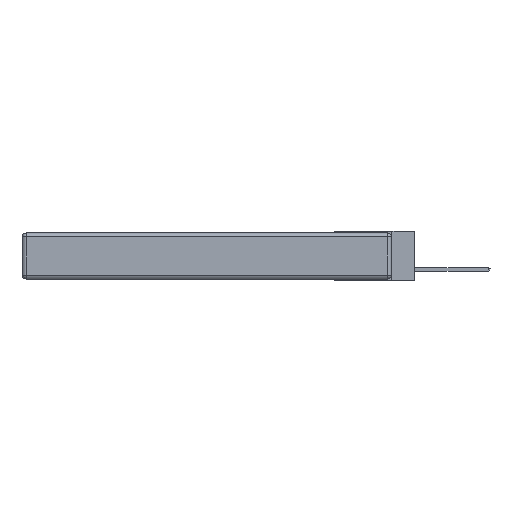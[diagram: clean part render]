
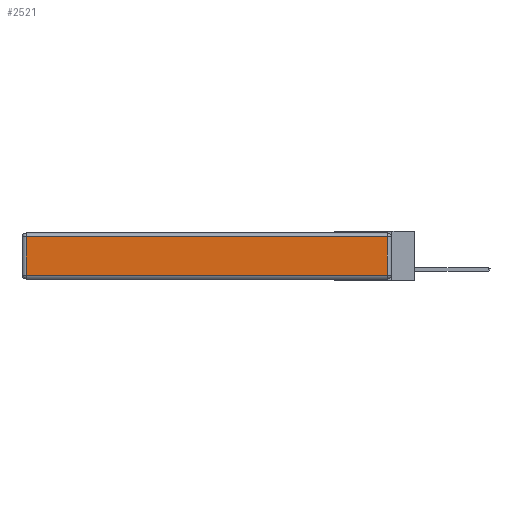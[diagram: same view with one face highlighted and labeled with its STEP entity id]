
A CAD part, left-side view. The second image highlights one B-rep face of the part: STEP entity #2521.
In plain terms, the highlighted planar face has unit normal (-1, 0, 0).
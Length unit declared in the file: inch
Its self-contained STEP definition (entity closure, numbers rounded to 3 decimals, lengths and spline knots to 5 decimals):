
#454 = AXIS2_PLACEMENT_3D ( 'NONE', #18565, #11289, #12777 ) ;
#682 = CARTESIAN_POINT ( 'NONE',  ( 0., 2.72, -0.343 ) ) ;
#1385 = CARTESIAN_POINT ( 'NONE',  ( 0., 2.75, -0.03 ) ) ;
#1426 = VERTEX_POINT ( 'NONE', #10429 ) ;
#1718 = ORIENTED_EDGE ( 'NONE', *, *, #2141, .T. ) ;
#2141 = EDGE_CURVE ( 'NONE', #13469, #3935, #12527, .T. ) ;
#2521 = ADVANCED_FACE ( 'NONE', ( #9352 ), #8409, .T. ) ;
#3158 = ORIENTED_EDGE ( 'NONE', *, *, #6546, .T. ) ;
#3935 = VERTEX_POINT ( 'NONE', #10301 ) ;
#6546 = EDGE_CURVE ( 'NONE', #14681, #1426, #9714, .T. ) ;
#6773 = EDGE_LOOP ( 'NONE', ( #3158, #7191, #1718, #8295 ) ) ;
#6913 = DIRECTION ( 'NONE',  ( 0., -1., 0. ) ) ;
#7103 = VECTOR ( 'NONE', #16693, 39.37008 ) ;
#7191 = ORIENTED_EDGE ( 'NONE', *, *, #9347, .T. ) ;
#7418 = VECTOR ( 'NONE', #6913, 39.37008 ) ;
#8295 = ORIENTED_EDGE ( 'NONE', *, *, #16104, .T. ) ;
#8409 = PLANE ( 'NONE',  #454 ) ;
#9342 = CARTESIAN_POINT ( 'NONE',  ( 0., 0.03, -0.03 ) ) ;
#9347 = EDGE_CURVE ( 'NONE', #1426, #13469, #10067, .T. ) ;
#9352 = FACE_OUTER_BOUND ( 'NONE', #6773, .T. ) ;
#9714 = LINE ( 'NONE', #11720, #7418 ) ;
#10067 = LINE ( 'NONE', #10548, #10512 ) ;
#10286 = DIRECTION ( 'NONE',  ( 0., 1., 0. ) ) ;
#10301 = CARTESIAN_POINT ( 'NONE',  ( 0., 2.72, -0.03 ) ) ;
#10429 = CARTESIAN_POINT ( 'NONE',  ( 0., 0.03, -0.313 ) ) ;
#10512 = VECTOR ( 'NONE', #16923, 39.37008 ) ;
#10548 = CARTESIAN_POINT ( 'NONE',  ( 0., 0.03, -0.343 ) ) ;
#11289 = DIRECTION ( 'NONE',  ( -1., 0., 0. ) ) ;
#11720 = CARTESIAN_POINT ( 'NONE',  ( 0., 0., -0.313 ) ) ;
#12527 = LINE ( 'NONE', #1385, #17335 ) ;
#12777 = DIRECTION ( 'NONE',  ( 0., 0., 1. ) ) ;
#13469 = VERTEX_POINT ( 'NONE', #9342 ) ;
#13607 = CARTESIAN_POINT ( 'NONE',  ( 0., 2.72, -0.313 ) ) ;
#14170 = LINE ( 'NONE', #682, #7103 ) ;
#14681 = VERTEX_POINT ( 'NONE', #13607 ) ;
#16104 = EDGE_CURVE ( 'NONE', #3935, #14681, #14170, .T. ) ;
#16693 = DIRECTION ( 'NONE',  ( 0., 0., -1. ) ) ;
#16923 = DIRECTION ( 'NONE',  ( 0., 0., 1. ) ) ;
#17335 = VECTOR ( 'NONE', #10286, 39.37008 ) ;
#18565 = CARTESIAN_POINT ( 'NONE',  ( 0., 0., -0.343 ) ) ;
